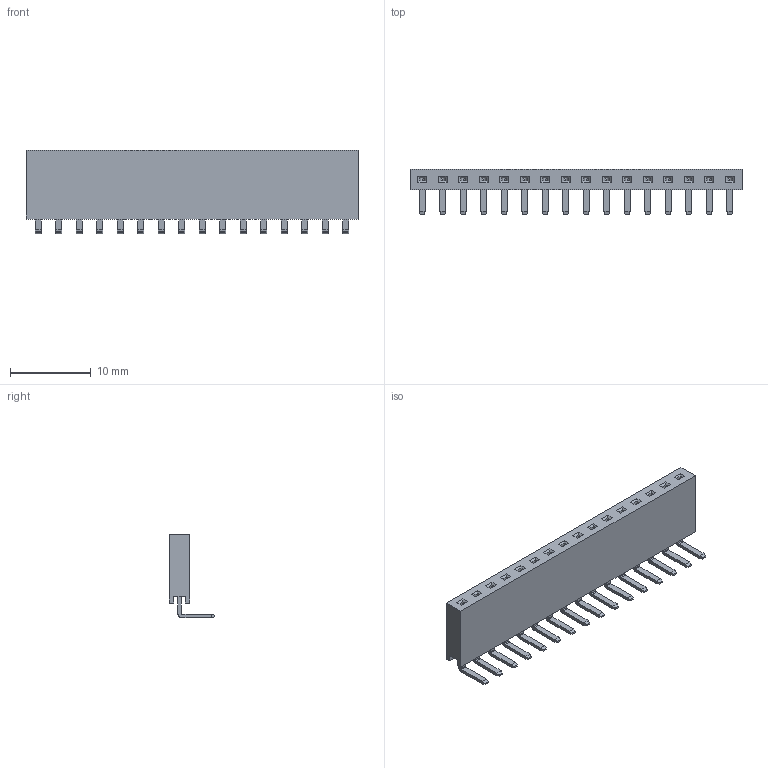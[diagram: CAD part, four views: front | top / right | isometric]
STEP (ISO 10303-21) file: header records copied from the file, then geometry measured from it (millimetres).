
FILE_DESCRIPTION( ( 'Unknown' ), '1' );
FILE_NAME( '613016143121.stp', 'Unknown', ( 'Unknown' ), ( 'Unknown' ), 'PSStep 14.0', 'Unknown', ' ' );
FILE_SCHEMA( ( 'AUTOMOTIVE_DESIGN { 1 0 10303 214 1 1 1 1 }' ) );
Length unit declared in the file: millimetre
Products named in the file (3): Assem1; 61301611821; 6130xx143121_PIN
Assembly tree (17 placements, depth 2):
  Assem1
    61301611821
    6130xx143121_PIN  x16
Bounding box: 41.14 x 5.59 x 10.3 mm (x, y, z)
Volume: 808.5 mm3; surface area: 2187.1 mm2
Topology: 17 solids, 17 shells, 698 faces, 1864 edges, 1200 vertices
Faces by surface type: plane 602, cylinder 64, extrusion 32
Entity records: 9121 total; most frequent: CARTESIAN_POINT 1290, ORIENTED_EDGE 1238, DIRECTION 1123, EDGE_CURVE 619, VECTOR 609, LINE 607, VERTEX_POINT 390, EDGE_LOOP 265
